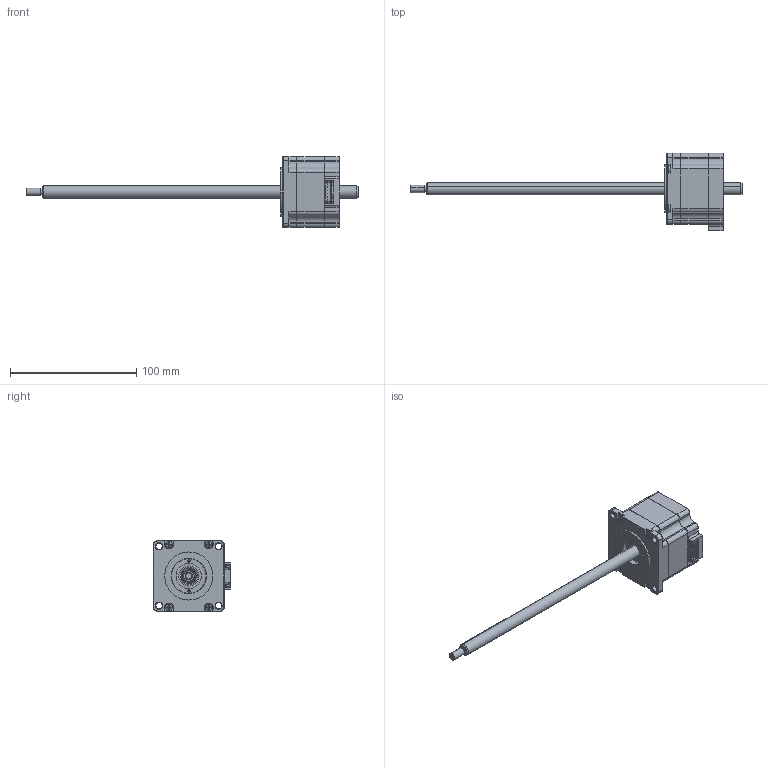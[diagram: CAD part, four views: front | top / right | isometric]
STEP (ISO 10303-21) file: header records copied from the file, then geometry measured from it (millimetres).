
FILE_DESCRIPTION (( 'STEP AP203' ), '1' );
FILE_NAME ('LN234S-E09050-250-S-210.STEP', '2019-04-13T02:34:10', ( 'Sky123.Org' ), ( 'Sky123.Org' ), 'SwSTEP 2.0', 'SolidWorks 2014', '' );
FILE_SCHEMA (( 'CONFIG_CONTROL_DESIGN' ));
Length unit declared in the file: millimetre
Products named in the file (1): LN234S-E09050-250-S-210
Bounding box: 263 x 61.2 x 56.2 mm (x, y, z)
Surface area: 31725.6 mm2 (no closed solid volume)
Topology: 0 solids, 18 shells, 373 faces, 1112 edges, 745 vertices
Faces by surface type: plane 188, cylinder 94, cone 79, sphere 8, torus 4
Entity records: 12964 total; most frequent: CARTESIAN_POINT 2862, DIRECTION 2131, ORIENTED_EDGE 1939, EDGE_CURVE 1112, AXIS2_PLACEMENT_3D 748, VERTEX_POINT 745, LINE 635, VECTOR 635
